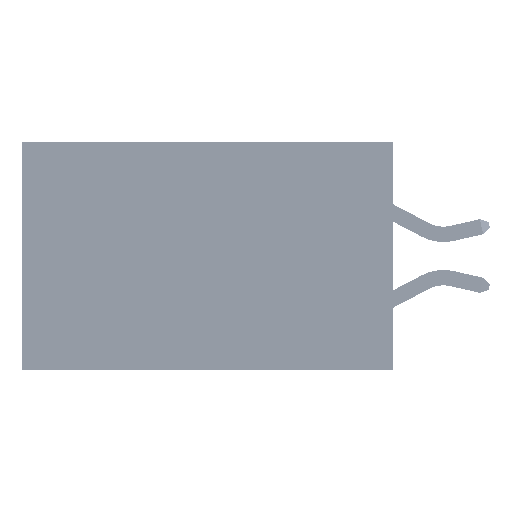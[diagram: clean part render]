
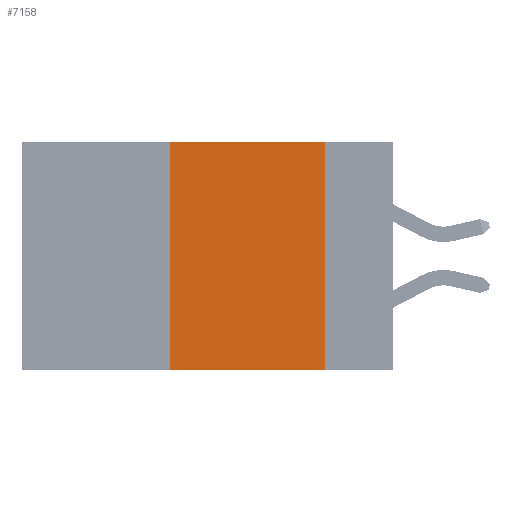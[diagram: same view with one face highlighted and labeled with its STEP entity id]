
A CAD part, left-side view. The second image highlights one B-rep face of the part: STEP entity #7158.
In plain terms, the highlighted planar face has unit normal (-1, 0, 0).
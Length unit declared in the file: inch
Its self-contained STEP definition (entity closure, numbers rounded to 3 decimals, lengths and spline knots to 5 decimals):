
#1014 = CARTESIAN_POINT ( 'NONE',  ( 0., 0.11, 0. ) ) ;
#1529 = FACE_OUTER_BOUND ( 'NONE', #19692, .T. ) ;
#1986 = EDGE_CURVE ( 'NONE', #5395, #9298, #40983, .T. ) ;
#3522 = LINE ( 'NONE', #17745, #38924 ) ;
#4540 = AXIS2_PLACEMENT_3D ( 'NONE', #33755, #44710, #15757 ) ;
#5395 = VERTEX_POINT ( 'NONE', #40444 ) ;
#6782 = VECTOR ( 'NONE', #20981, 39.37008 ) ;
#7158 = ADVANCED_FACE ( 'NONE', ( #1529 ), #30483, .F. ) ;
#9298 = VERTEX_POINT ( 'NONE', #32747 ) ;
#10242 = CARTESIAN_POINT ( 'NONE',  ( 0., 0.6, 0. ) ) ;
#10527 = VERTEX_POINT ( 'NONE', #1014 ) ;
#10881 = EDGE_CURVE ( 'NONE', #32083, #10527, #42935, .T. ) ;
#12696 = CARTESIAN_POINT ( 'NONE',  ( 0., 0.6, -0.37 ) ) ;
#15757 = DIRECTION ( 'NONE',  ( 0., 0., -1. ) ) ;
#16753 = ORIENTED_EDGE ( 'NONE', *, *, #42904, .F. ) ;
#17745 = CARTESIAN_POINT ( 'NONE',  ( 0., 0.11, 0. ) ) ;
#19692 = EDGE_LOOP ( 'NONE', ( #37473, #26912, #16753, #25718 ) ) ;
#19952 = DIRECTION ( 'NONE',  ( 0., -1., 0. ) ) ;
#20981 = DIRECTION ( 'NONE',  ( 0., -1., 0. ) ) ;
#21505 = DIRECTION ( 'NONE',  ( 0., 0., -1. ) ) ;
#23723 = EDGE_CURVE ( 'NONE', #10527, #9298, #3522, .T. ) ;
#25718 = ORIENTED_EDGE ( 'NONE', *, *, #1986, .T. ) ;
#26912 = ORIENTED_EDGE ( 'NONE', *, *, #10881, .F. ) ;
#27319 = CARTESIAN_POINT ( 'NONE',  ( 0., 0.36, 0. ) ) ;
#27699 = CARTESIAN_POINT ( 'NONE',  ( 0., 0.36, 0. ) ) ;
#27843 = VECTOR ( 'NONE', #19952, 39.37008 ) ;
#30483 = PLANE ( 'NONE',  #4540 ) ;
#32083 = VERTEX_POINT ( 'NONE', #27319 ) ;
#32747 = CARTESIAN_POINT ( 'NONE',  ( 0., 0.11, -0.37 ) ) ;
#33755 = CARTESIAN_POINT ( 'NONE',  ( 0., 0.6, 0. ) ) ;
#34712 = DIRECTION ( 'NONE',  ( 0., 0., 1. ) ) ;
#37473 = ORIENTED_EDGE ( 'NONE', *, *, #23723, .F. ) ;
#38924 = VECTOR ( 'NONE', #21505, 39.37008 ) ;
#38941 = VECTOR ( 'NONE', #34712, 39.37008 ) ;
#40444 = CARTESIAN_POINT ( 'NONE',  ( 0., 0.36, -0.37 ) ) ;
#40983 = LINE ( 'NONE', #12696, #27843 ) ;
#42904 = EDGE_CURVE ( 'NONE', #5395, #32083, #45431, .T. ) ;
#42935 = LINE ( 'NONE', #10242, #6782 ) ;
#44710 = DIRECTION ( 'NONE',  ( 1., 0., 0. ) ) ;
#45431 = LINE ( 'NONE', #27699, #38941 ) ;
